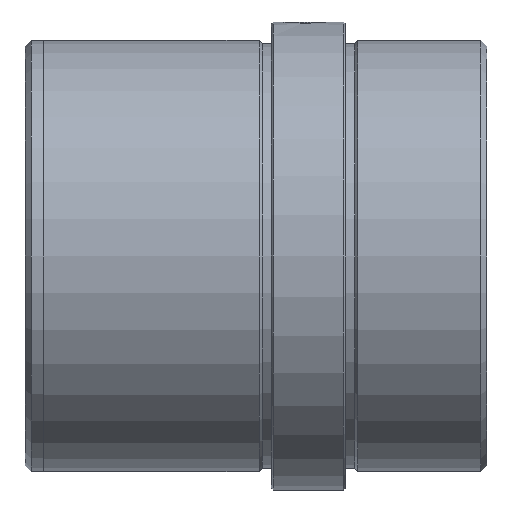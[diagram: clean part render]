
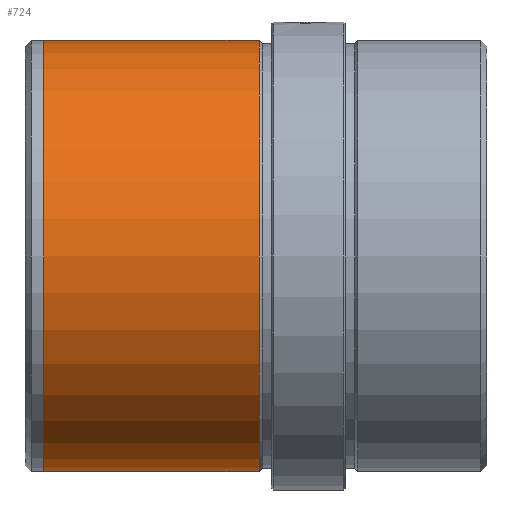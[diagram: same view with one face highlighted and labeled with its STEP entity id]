
A CAD part, left-side view. The second image highlights one B-rep face of the part: STEP entity #724.
In plain terms, the highlighted cylindrical face has radius 35 mm (diameter 70 mm), a partial arc.
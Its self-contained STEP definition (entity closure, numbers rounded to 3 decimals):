
#38 = EDGE_CURVE ( 'NONE', #1898, #2020, #310, .T. ) ;
#106 = ORIENTED_EDGE ( 'NONE', *, *, #797, .T. ) ;
#123 = DIRECTION ( 'NONE',  ( 0., -1., 0. ) ) ;
#170 = CARTESIAN_POINT ( 'NONE',  ( 0., 72., 35. ) ) ;
#197 = DIRECTION ( 'NONE',  ( 0., -1., 0. ) ) ;
#228 = EDGE_CURVE ( 'NONE', #2020, #1815, #1444, .T. ) ;
#310 = LINE ( 'NONE', #1574, #1983 ) ;
#389 = CYLINDRICAL_SURFACE ( 'NONE', #1497, 35. ) ;
#393 = DIRECTION ( 'NONE',  ( 0., -1., 0. ) ) ;
#458 = ORIENTED_EDGE ( 'NONE', *, *, #228, .F. ) ;
#536 = CARTESIAN_POINT ( 'NONE',  ( 0., 72., 0. ) ) ;
#630 = DIRECTION ( 'NONE',  ( 0., -1., 0. ) ) ;
#668 = VECTOR ( 'NONE', #197, 1000. ) ;
#685 = VERTEX_POINT ( 'NONE', #1598 ) ;
#705 = DIRECTION ( 'NONE',  ( 0., 0., -1. ) ) ;
#724 = ADVANCED_FACE ( 'NONE', ( #1687 ), #389, .T. ) ;
#784 = CARTESIAN_POINT ( 'NONE',  ( 0., 0., 0. ) ) ;
#797 = EDGE_CURVE ( 'NONE', #685, #1815, #1964, .T. ) ;
#1104 = CIRCLE ( 'NONE', #2041, 35. ) ;
#1126 = EDGE_LOOP ( 'NONE', ( #1759, #1524, #106, #458 ) ) ;
#1229 = AXIS2_PLACEMENT_3D ( 'NONE', #1365, #393, #1538 ) ;
#1320 = CARTESIAN_POINT ( 'NONE',  ( 0., 0., -35. ) ) ;
#1365 = CARTESIAN_POINT ( 'NONE',  ( 0., 37., 0. ) ) ;
#1442 = CARTESIAN_POINT ( 'NONE',  ( 0., 37., -35. ) ) ;
#1444 = CIRCLE ( 'NONE', #1229, 35. ) ;
#1497 = AXIS2_PLACEMENT_3D ( 'NONE', #784, #630, #1758 ) ;
#1522 = CARTESIAN_POINT ( 'NONE',  ( 0., 37., 35. ) ) ;
#1524 = ORIENTED_EDGE ( 'NONE', *, *, #1573, .T. ) ;
#1538 = DIRECTION ( 'NONE',  ( 0., 0., -1. ) ) ;
#1573 = EDGE_CURVE ( 'NONE', #1898, #685, #1104, .T. ) ;
#1574 = CARTESIAN_POINT ( 'NONE',  ( 0., 0., 35. ) ) ;
#1598 = CARTESIAN_POINT ( 'NONE',  ( 0., 72., -35. ) ) ;
#1667 = DIRECTION ( 'NONE',  ( 0., -1., 0. ) ) ;
#1687 = FACE_OUTER_BOUND ( 'NONE', #1126, .T. ) ;
#1758 = DIRECTION ( 'NONE',  ( 0., 0., -1. ) ) ;
#1759 = ORIENTED_EDGE ( 'NONE', *, *, #38, .F. ) ;
#1815 = VERTEX_POINT ( 'NONE', #1442 ) ;
#1898 = VERTEX_POINT ( 'NONE', #170 ) ;
#1964 = LINE ( 'NONE', #1320, #668 ) ;
#1983 = VECTOR ( 'NONE', #123, 1000. ) ;
#2020 = VERTEX_POINT ( 'NONE', #1522 ) ;
#2041 = AXIS2_PLACEMENT_3D ( 'NONE', #536, #1667, #705 ) ;
